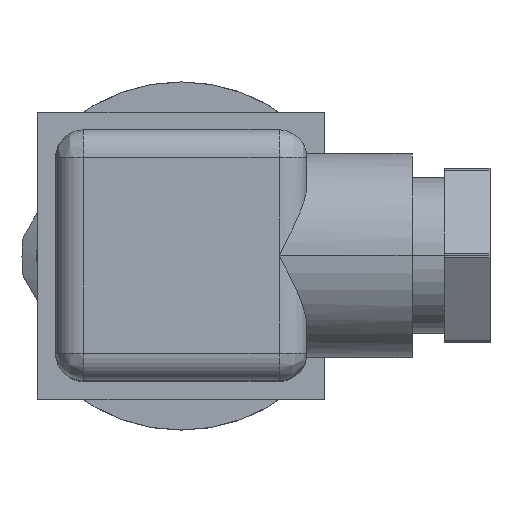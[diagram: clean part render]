
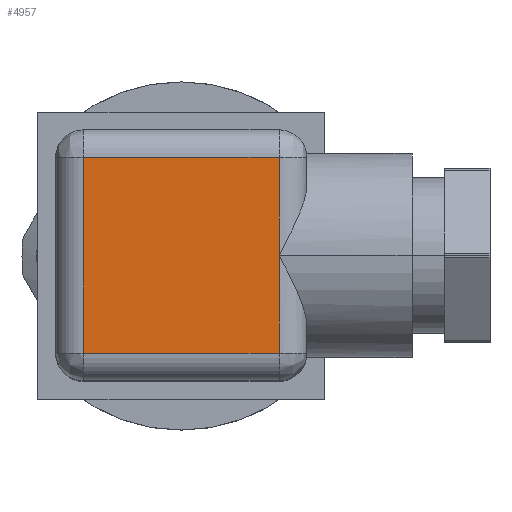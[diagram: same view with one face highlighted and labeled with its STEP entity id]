
A CAD part, top view. The second image highlights one B-rep face of the part: STEP entity #4957.
In plain terms, the highlighted planar face has unit normal (0, 0, 1).
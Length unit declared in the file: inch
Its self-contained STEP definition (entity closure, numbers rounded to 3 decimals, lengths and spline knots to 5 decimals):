
#75 = LINE ( 'NONE', #626, #3934 ) ;
#203 = VERTEX_POINT ( 'NONE', #3713 ) ;
#276 = DIRECTION ( 'NONE',  ( 0., 1., 0. ) ) ;
#319 = PLANE ( 'NONE',  #553 ) ;
#553 = AXIS2_PLACEMENT_3D ( 'NONE', #4834, #2449, #2177 ) ;
#626 = CARTESIAN_POINT ( 'NONE',  ( 0.42079, 0., 2.00394 ) ) ;
#826 = EDGE_CURVE ( 'NONE', #203, #878, #1120, .T. ) ;
#878 = VERTEX_POINT ( 'NONE', #3765 ) ;
#1038 = LINE ( 'NONE', #3863, #4360 ) ;
#1120 = LINE ( 'NONE', #3946, #5326 ) ;
#1173 = CARTESIAN_POINT ( 'NONE',  ( 0.42079, 0., 2.00394 ) ) ;
#1255 = DIRECTION ( 'NONE',  ( 0., 1., 0. ) ) ;
#1346 = VERTEX_POINT ( 'NONE', #2975 ) ;
#1433 = ORIENTED_EDGE ( 'NONE', *, *, #4534, .T. ) ;
#1692 = LINE ( 'NONE', #2678, #5425 ) ;
#1696 = CARTESIAN_POINT ( 'NONE',  ( 0.42079, -0.42079, 2.00394 ) ) ;
#2117 = ORIENTED_EDGE ( 'NONE', *, *, #2786, .F. ) ;
#2177 = DIRECTION ( 'NONE',  ( 1., 0., 0. ) ) ;
#2321 = ORIENTED_EDGE ( 'NONE', *, *, #2356, .F. ) ;
#2356 = EDGE_CURVE ( 'NONE', #3472, #203, #1692, .T. ) ;
#2395 = LINE ( 'NONE', #1173, #4402 ) ;
#2435 = VERTEX_POINT ( 'NONE', #1696 ) ;
#2449 = DIRECTION ( 'NONE',  ( 0., 0., 1. ) ) ;
#2678 = CARTESIAN_POINT ( 'NONE',  ( -0.42079, 0., 2.00394 ) ) ;
#2786 = EDGE_CURVE ( 'NONE', #2435, #3472, #1038, .T. ) ;
#2975 = CARTESIAN_POINT ( 'NONE',  ( 0.42079, 0., 2.00394 ) ) ;
#3472 = VERTEX_POINT ( 'NONE', #3657 ) ;
#3657 = CARTESIAN_POINT ( 'NONE',  ( -0.42079, -0.42079, 2.00394 ) ) ;
#3713 = CARTESIAN_POINT ( 'NONE',  ( -0.42079, 0.42079, 2.00394 ) ) ;
#3765 = CARTESIAN_POINT ( 'NONE',  ( 0.42079, 0.42079, 2.00394 ) ) ;
#3863 = CARTESIAN_POINT ( 'NONE',  ( 0., -0.42079, 2.00394 ) ) ;
#3934 = VECTOR ( 'NONE', #4102, 39.37008 ) ;
#3946 = CARTESIAN_POINT ( 'NONE',  ( 0., 0.42079, 2.00394 ) ) ;
#4049 = ORIENTED_EDGE ( 'NONE', *, *, #4662, .T. ) ;
#4102 = DIRECTION ( 'NONE',  ( 0., 1., 0. ) ) ;
#4149 = FACE_OUTER_BOUND ( 'NONE', #4479, .T. ) ;
#4360 = VECTOR ( 'NONE', #4588, 39.37008 ) ;
#4402 = VECTOR ( 'NONE', #1255, 39.37008 ) ;
#4479 = EDGE_LOOP ( 'NONE', ( #4049, #4532, #2321, #2117, #1433 ) ) ;
#4532 = ORIENTED_EDGE ( 'NONE', *, *, #826, .F. ) ;
#4534 = EDGE_CURVE ( 'NONE', #2435, #1346, #75, .T. ) ;
#4588 = DIRECTION ( 'NONE',  ( -1., 0., 0. ) ) ;
#4662 = EDGE_CURVE ( 'NONE', #1346, #878, #2395, .T. ) ;
#4828 = DIRECTION ( 'NONE',  ( 1., 0., 0. ) ) ;
#4834 = CARTESIAN_POINT ( 'NONE',  ( 0., 0., 2.00394 ) ) ;
#4957 = ADVANCED_FACE ( 'FACE20', ( #4149 ), #319, .T. ) ;
#5326 = VECTOR ( 'NONE', #4828, 39.37008 ) ;
#5425 = VECTOR ( 'NONE', #276, 39.37008 ) ;
